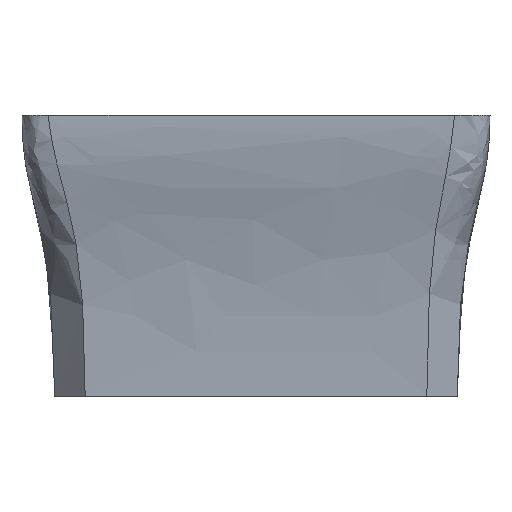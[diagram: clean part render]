
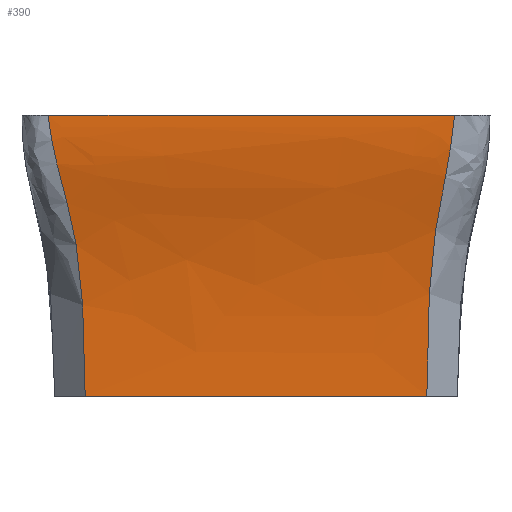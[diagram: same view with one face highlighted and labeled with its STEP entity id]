
A CAD part, top view. The second image highlights one B-rep face of the part: STEP entity #390.
In plain terms, the highlighted free-form (B-spline) face has degree [3, 3] with [4, 4] control points.
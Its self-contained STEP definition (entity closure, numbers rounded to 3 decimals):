
#17=B_SPLINE_SURFACE_WITH_KNOTS('',3,3,((#805,#806,#807,#808),(#809,#810,
#811,#812),(#813,#814,#815,#816),(#817,#818,#819,#820)),.UNSPECIFIED.,.F.,
 .F.,.F.,(4,4),(4,4),(0.,1.),(0.,1.),.UNSPECIFIED.);
#65=FACE_OUTER_BOUND('',#95,.T.);
#95=EDGE_LOOP('',(#343,#344,#345,#346));
#118=B_SPLINE_CURVE_WITH_KNOTS('',3,(#801,#802,#803,#804),.UNSPECIFIED.,
 .F.,.F.,(4,4),(0.,1.),.UNSPECIFIED.);
#119=B_SPLINE_CURVE_WITH_KNOTS('',3,(#821,#822,#823,#824),.UNSPECIFIED.,
 .F.,.F.,(4,4),(0.,1.),.UNSPECIFIED.);
#138=LINE('',#699,#161);
#141=LINE('',#719,#164);
#161=VECTOR('',#487,10.);
#164=VECTOR('',#492,10.);
#198=VERTEX_POINT('',#685);
#199=VERTEX_POINT('',#698);
#202=VERTEX_POINT('',#716);
#203=VERTEX_POINT('',#718);
#245=EDGE_CURVE('',#199,#198,#138,.T.);
#249=EDGE_CURVE('',#202,#203,#141,.T.);
#257=EDGE_CURVE('',#202,#199,#118,.T.);
#258=EDGE_CURVE('',#203,#198,#119,.T.);
#343=ORIENTED_EDGE('',*,*,#249,.F.);
#344=ORIENTED_EDGE('',*,*,#257,.T.);
#345=ORIENTED_EDGE('',*,*,#245,.T.);
#346=ORIENTED_EDGE('',*,*,#258,.F.);
#390=ADVANCED_FACE('',(#65),#17,.F.);
#487=DIRECTION('',(-1.,0.,0.));
#492=DIRECTION('',(-1.,0.,0.));
#685=CARTESIAN_POINT('',(-44.468,-5.,50.));
#698=CARTESIAN_POINT('',(42.442,-5.,50.));
#699=CARTESIAN_POINT('',(-45.,-5.,50.));
#716=CARTESIAN_POINT('',(36.5,-65.,43.));
#718=CARTESIAN_POINT('',(-36.5,-65.,43.));
#719=CARTESIAN_POINT('',(0.,-65.,43.));
#801=CARTESIAN_POINT('Ctrl Pts',(36.5,-65.,43.));
#802=CARTESIAN_POINT('Ctrl Pts',(36.5,-24.534,43.));
#803=CARTESIAN_POINT('Ctrl Pts',(40.448,-25.134,50.));
#804=CARTESIAN_POINT('Ctrl Pts',(42.442,-5.,50.));
#805=CARTESIAN_POINT('Ctrl Pts',(36.5,-65.,43.));
#806=CARTESIAN_POINT('Ctrl Pts',(36.5,-24.534,43.));
#807=CARTESIAN_POINT('Ctrl Pts',(40.448,-25.134,50.));
#808=CARTESIAN_POINT('Ctrl Pts',(42.442,-5.,50.));
#809=CARTESIAN_POINT('Ctrl Pts',(12.167,-65.,43.));
#810=CARTESIAN_POINT('Ctrl Pts',(20.607,-24.483,43.));
#811=CARTESIAN_POINT('Ctrl Pts',(33.213,-25.134,50.));
#812=CARTESIAN_POINT('Ctrl Pts',(38.794,-5.,50.));
#813=CARTESIAN_POINT('Ctrl Pts',(-12.167,-65.,43.));
#814=CARTESIAN_POINT('Ctrl Pts',(-20.607,-24.431,43.));
#815=CARTESIAN_POINT('Ctrl Pts',(-34.559,-25.133,50.));
#816=CARTESIAN_POINT('Ctrl Pts',(-40.82,-5.,50.));
#817=CARTESIAN_POINT('Ctrl Pts',(-36.5,-65.,43.));
#818=CARTESIAN_POINT('Ctrl Pts',(-36.5,-24.38,43.));
#819=CARTESIAN_POINT('Ctrl Pts',(-41.794,-25.133,50.));
#820=CARTESIAN_POINT('Ctrl Pts',(-44.468,-5.,50.));
#821=CARTESIAN_POINT('Ctrl Pts',(-36.5,-65.,43.));
#822=CARTESIAN_POINT('Ctrl Pts',(-36.5,-24.38,43.));
#823=CARTESIAN_POINT('Ctrl Pts',(-41.794,-25.133,50.));
#824=CARTESIAN_POINT('Ctrl Pts',(-44.468,-5.,50.));
